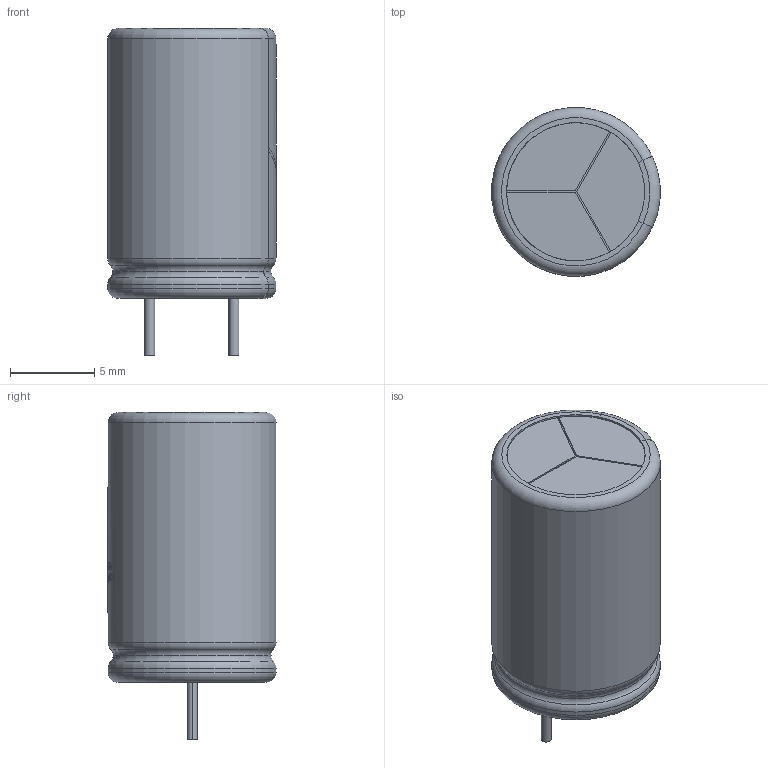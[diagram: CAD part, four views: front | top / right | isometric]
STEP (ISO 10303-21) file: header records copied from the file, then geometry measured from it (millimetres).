
FILE_DESCRIPTION (( 'STEP AP214' ), '1' );
FILE_NAME ('CAP-TH_D10.0-H16.0-P5.00.step', '2023-04-06T03:56:52', ( '' ), ( '' ), 'SwSTEP 2.0', 'SolidWorks 2020', '' );
FILE_SCHEMA (( 'AUTOMOTIVE_DESIGN' ));
Length unit declared in the file: millimetre
Products named in the file (1): CAP-TH_D10.0-H16.0-P5.00
Bounding box: 9.99 x 9.98 x 19.41 mm (x, y, z)
Volume: 1237.3 mm3; surface area: 668.1 mm2
Topology: 1 solids, 1 shells, 278 faces, 765 edges, 512 vertices
Faces by surface type: plane 129, bspline 98, cylinder 39, torus 12
Entity records: 10804 total; most frequent: CARTESIAN_POINT 4509, ORIENTED_EDGE 1530, DIRECTION 779, EDGE_CURVE 765, VERTEX_POINT 512, EDGE_LOOP 301, FACE_OUTER_BOUND 278, ADVANCED_FACE 278
